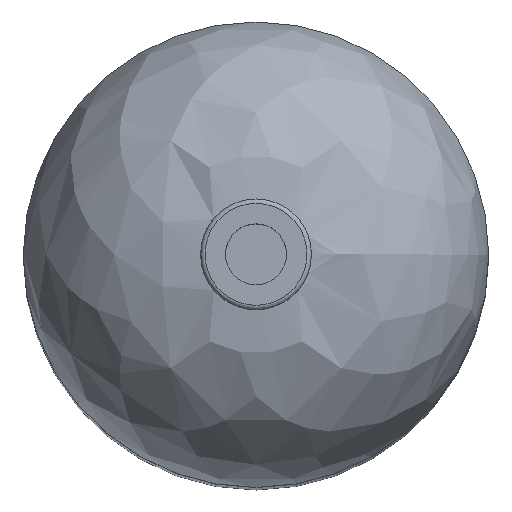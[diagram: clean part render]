
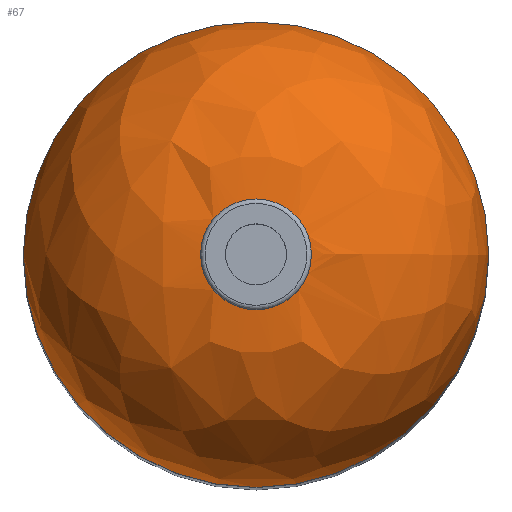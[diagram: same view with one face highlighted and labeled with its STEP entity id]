
A CAD part, top view. The second image highlights one B-rep face of the part: STEP entity #67.
In plain terms, the highlighted free-form (B-spline) face has degree [3, 3] with [4, 7] control points.
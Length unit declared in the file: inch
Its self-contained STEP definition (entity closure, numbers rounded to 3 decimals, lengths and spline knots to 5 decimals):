
#67=ADVANCED_FACE('',(#140,#141),#142,.T.);
#140=FACE_OUTER_BOUND('',#273,.T.);
#141=FACE_OUTER_BOUND('',#274,.T.);
#142=(B_SPLINE_SURFACE(3,3,((#276,#277,#278,#279,#280,#281,#282),(#283,#284,#285,#286,#287,#288,#289),(#290,#291,#292,#293,#294,#295,#296),(#297,#298,#299,#300,#301,#302,#303)),.UNSPECIFIED.,.F.,.T.,.F.)B_SPLINE_SURFACE_WITH_KNOTS((4,4),(4,3,4),(0.0,6.28319),(-1.5708,-0.7854,0.),.UNSPECIFIED.)RATIONAL_B_SPLINE_SURFACE(((1.0,0.333,0.333,1.0,0.333,0.333,1.0),(0.805,0.268,0.268,0.805,0.268,0.268,0.805),(0.805,0.268,0.268,0.805,0.268,0.268,0.805),(1.0,0.333,0.333,1.0,0.333,0.333,1.0)))BOUNDED_SURFACE()REPRESENTATION_ITEM('')GEOMETRIC_REPRESENTATION_ITEM()SURFACE());
#273=EDGE_LOOP('',(#388));
#274=EDGE_LOOP('',(#389));
#276=CARTESIAN_POINT('',(-0.04324,2.94881,0.3511));
#277=CARTESIAN_POINT('',(5.20676,2.94881,0.3511));
#278=CARTESIAN_POINT('',(5.20676,-2.30119,0.3511));
#279=CARTESIAN_POINT('',(-0.04324,-2.30119,0.3511));
#280=CARTESIAN_POINT('',(-5.29324,-2.30119,0.3511));
#281=CARTESIAN_POINT('',(-5.29324,2.94881,0.3511));
#282=CARTESIAN_POINT('',(-0.04324,2.94881,0.3511));
#283=CARTESIAN_POINT('',(-0.04324,2.94881,1.52268));
#284=CARTESIAN_POINT('',(5.20676,2.94881,1.52268));
#285=CARTESIAN_POINT('',(5.20676,-2.30119,1.52268));
#286=CARTESIAN_POINT('',(-0.04324,-2.30119,1.52268));
#287=CARTESIAN_POINT('',(-5.29324,-2.30119,1.52268));
#288=CARTESIAN_POINT('',(-5.29324,2.94881,1.52268));
#289=CARTESIAN_POINT('',(-0.04324,2.94881,1.52268));
#290=CARTESIAN_POINT('',(-0.04324,2.12038,2.3511));
#291=CARTESIAN_POINT('',(3.54991,2.12038,2.3511));
#292=CARTESIAN_POINT('',(3.54991,-1.47276,2.3511));
#293=CARTESIAN_POINT('',(-0.04324,-1.47276,2.3511));
#294=CARTESIAN_POINT('',(-3.63638,-1.47276,2.3511));
#295=CARTESIAN_POINT('',(-3.63638,2.12038,2.3511));
#296=CARTESIAN_POINT('',(-0.04324,2.12038,2.3511));
#297=CARTESIAN_POINT('',(-0.04324,0.94881,2.3511));
#298=CARTESIAN_POINT('',(1.20676,0.94881,2.3511));
#299=CARTESIAN_POINT('',(1.20676,-0.30119,2.3511));
#300=CARTESIAN_POINT('',(-0.04324,-0.30119,2.3511));
#301=CARTESIAN_POINT('',(-1.29324,-0.30119,2.3511));
#302=CARTESIAN_POINT('',(-1.29324,0.94881,2.3511));
#303=CARTESIAN_POINT('',(-0.04324,0.94881,2.3511));
#388=ORIENTED_EDGE('',*,*,#399,.F.);
#389=ORIENTED_EDGE('',*,*,#392,.F.);
#392=EDGE_CURVE('',#422,#422,#423,.T.);
#399=EDGE_CURVE('',#433,#433,#434,.T.);
#422=VERTEX_POINT('',#465);
#423=CIRCLE('',#466,2.625);
#433=VERTEX_POINT('',#476);
#434=CIRCLE('',#477,0.625);
#465=CARTESIAN_POINT('',(-0.04324,2.94881,0.3511));
#466=AXIS2_PLACEMENT_3D('',#508,#509,#510);
#476=CARTESIAN_POINT('',(0.58176,0.32381,2.3511));
#477=AXIS2_PLACEMENT_3D('',#520,#521,#522);
#508=CARTESIAN_POINT('',(-0.04324,0.32381,0.3511));
#509=DIRECTION('',(0.0,0.,-1.0));
#510=DIRECTION('',(0.0,1.0,0.));
#520=CARTESIAN_POINT('',(-0.04324,0.32381,2.3511));
#521=DIRECTION('',(0.0,0.0,1.0));
#522=DIRECTION('',(1.0,0.0,0.0));
